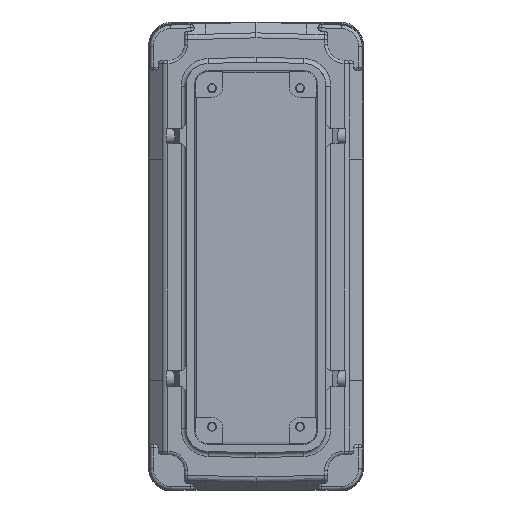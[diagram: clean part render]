
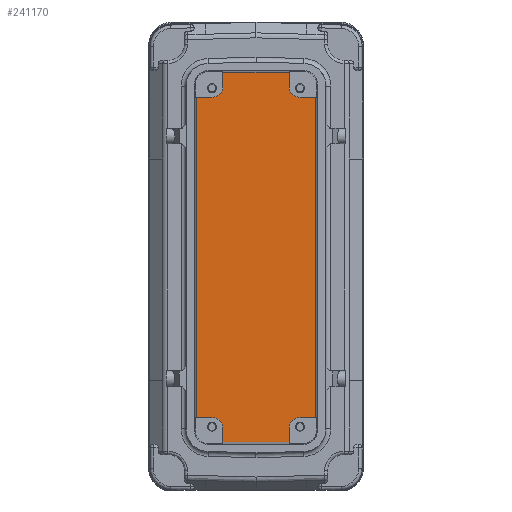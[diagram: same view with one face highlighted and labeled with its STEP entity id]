
A CAD part, front view. The second image highlights one B-rep face of the part: STEP entity #241170.
In plain terms, the highlighted planar face has unit normal (0, -1, 0).
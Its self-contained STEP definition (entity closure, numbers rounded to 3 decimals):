
#14710=CARTESIAN_POINT('',(33.424,46.537,
-56.204));
#14720=DIRECTION('',(0.,1.,0.));
#14730=DIRECTION('',(1.,0.,0.));
#14740=AXIS2_PLACEMENT_3D('',#14710,#14720,#14730);
#14750=CIRCLE('',#14740,3.);
#14760=CARTESIAN_POINT('',(33.424,46.537,
-53.204));
#14770=VERTEX_POINT('',#14760);
#14780=CARTESIAN_POINT('',(36.424,46.537,
-56.204));
#14790=VERTEX_POINT('',#14780);
#14800=EDGE_CURVE('',#14770,#14790,#14750,.T.);
#146310=CARTESIAN_POINT('',(28.297,46.537,0.));
#146320=DIRECTION('',(0.,0.,1.));
#146330=VECTOR('',#146320,1.);
#146340=LINE('',#146310,#146330);
#146350=CARTESIAN_POINT('',(28.297,46.537,
-53.204));
#146360=VERTEX_POINT('',#146350);
#146370=CARTESIAN_POINT('',(28.297,46.537,
45.286));
#146380=VERTEX_POINT('',#146370);
#146390=EDGE_CURVE('',#146360,#146380,#146340,.T.);
#162830=CARTESIAN_POINT('',(33.424,46.537,
45.286));
#162840=VERTEX_POINT('',#162830);
#162870=CARTESIAN_POINT('',(0.,46.537,45.286));
#162880=DIRECTION('',(1.,0.,0.));
#162890=VECTOR('',#162880,1.);
#162900=LINE('',#162870,#162890);
#162910=EDGE_CURVE('',#146380,#162840,#162900,.T.);
#181250=CARTESIAN_POINT('',(64.948,46.537,
-53.204));
#181260=VERTEX_POINT('',#181250);
#181410=CARTESIAN_POINT('',(59.824,46.537,
-53.204));
#181420=VERTEX_POINT('',#181410);
#181450=CARTESIAN_POINT('',(0.,46.537,-53.204));
#181460=DIRECTION('',(-1.,0.,0.));
#181470=VECTOR('',#181460,1.);
#181480=LINE('',#181450,#181470);
#181490=EDGE_CURVE('',#181260,#181420,#181480,.T.);
#185040=CARTESIAN_POINT('',(56.824,46.537,0.));
#185050=DIRECTION('',(0.,0.,-1.));
#185060=VECTOR('',#185050,1.);
#185070=LINE('',#185040,#185060);
#185080=CARTESIAN_POINT('',(56.824,46.537,
-56.204));
#185090=VERTEX_POINT('',#185080);
#185100=CARTESIAN_POINT('',(56.824,46.537,
-60.78));
#185110=VERTEX_POINT('',#185100);
#185120=EDGE_CURVE('',#185090,#185110,#185070,.T.);
#190220=CARTESIAN_POINT('',(59.824,46.537,
-56.204));
#190230=DIRECTION('',(0.,1.,0.));
#190240=DIRECTION('',(1.,0.,0.));
#190250=AXIS2_PLACEMENT_3D('',#190220,#190230,#190240);
#190260=CIRCLE('',#190250,3.);
#190270=EDGE_CURVE('',#185090,#181420,#190260,.T.);
#195510=CARTESIAN_POINT('',(0.,46.537,-60.78));
#195520=DIRECTION('',(-1.,0.,0.));
#195530=VECTOR('',#195520,1.);
#195540=LINE('',#195510,#195530);
#195550=CARTESIAN_POINT('',(36.424,46.537,
-60.78));
#195560=VERTEX_POINT('',#195550);
#195570=EDGE_CURVE('',#185110,#195560,#195540,.T.);
#197470=CARTESIAN_POINT('',(0.,46.537,45.286));
#197480=DIRECTION('',(1.,0.,0.));
#197490=VECTOR('',#197480,1.);
#197500=LINE('',#197470,#197490);
#197510=CARTESIAN_POINT('',(59.824,46.537,
45.286));
#197520=VERTEX_POINT('',#197510);
#197530=CARTESIAN_POINT('',(64.948,46.537,
45.286));
#197540=VERTEX_POINT('',#197530);
#197550=EDGE_CURVE('',#197520,#197540,#197500,.T.);
#205480=CARTESIAN_POINT('',(33.424,46.537,
48.286));
#205490=DIRECTION('',(0.,1.,0.));
#205500=DIRECTION('',(1.,0.,0.));
#205510=AXIS2_PLACEMENT_3D('',#205480,#205490,#205500);
#205520=CIRCLE('',#205510,3.);
#205530=CARTESIAN_POINT('',(36.424,46.537,
48.286));
#205540=VERTEX_POINT('',#205530);
#205550=EDGE_CURVE('',#205540,#162840,#205520,.T.);
#205810=CARTESIAN_POINT('',(64.948,46.537,0.));
#205820=DIRECTION('',(0.,0.,1.));
#205830=VECTOR('',#205820,1.);
#205840=LINE('',#205810,#205830);
#205850=EDGE_CURVE('',#181260,#197540,#205840,.T.);
#226020=CARTESIAN_POINT('',(0.,46.537,52.864));
#226030=DIRECTION('',(1.,0.,0.));
#226040=VECTOR('',#226030,1.);
#226050=LINE('',#226020,#226040);
#226060=CARTESIAN_POINT('',(36.424,46.537,
52.864));
#226070=VERTEX_POINT('',#226060);
#226080=CARTESIAN_POINT('',(56.824,46.537,
52.864));
#226090=VERTEX_POINT('',#226080);
#226100=EDGE_CURVE('',#226070,#226090,#226050,.T.);
#227720=CARTESIAN_POINT('',(56.824,46.537,
48.286));
#227730=VERTEX_POINT('',#227720);
#227760=CARTESIAN_POINT('',(56.824,46.537,0.));
#227770=DIRECTION('',(0.,0.,-1.));
#227780=VECTOR('',#227770,1.);
#227790=LINE('',#227760,#227780);
#227800=EDGE_CURVE('',#226090,#227730,#227790,.T.);
#228230=CARTESIAN_POINT('',(36.424,46.537,0.));
#228240=DIRECTION('',(0.,0.,1.));
#228250=VECTOR('',#228240,1.);
#228260=LINE('',#228230,#228250);
#228270=EDGE_CURVE('',#195560,#14790,#228260,.T.);
#230920=CARTESIAN_POINT('',(0.,46.537,-53.204));
#230930=DIRECTION('',(-1.,0.,0.));
#230940=VECTOR('',#230930,1.);
#230950=LINE('',#230920,#230940);
#230960=EDGE_CURVE('',#14770,#146360,#230950,.T.);
#232100=CARTESIAN_POINT('',(36.424,46.537,0.));
#232110=DIRECTION('',(0.,0.,1.));
#232120=VECTOR('',#232110,1.);
#232130=LINE('',#232100,#232120);
#232140=EDGE_CURVE('',#205540,#226070,#232130,.T.);
#240880=CARTESIAN_POINT('',(77.475,46.537,
-3.777));
#240890=DIRECTION('',(0.,-1.,0.));
#240900=DIRECTION('',(-1.,0.,0.));
#240910=AXIS2_PLACEMENT_3D('',#240880,#240890,#240900);
#240920=PLANE('',#240910);
#240930=ORIENTED_EDGE('',*,*,#228270,.F.);
#240940=ORIENTED_EDGE('',*,*,#14800,.T.);
#240950=ORIENTED_EDGE('',*,*,#230960,.F.);
#240960=ORIENTED_EDGE('',*,*,#146390,.F.);
#240970=ORIENTED_EDGE('',*,*,#162910,.F.);
#240980=ORIENTED_EDGE('',*,*,#205550,.T.);
#240990=ORIENTED_EDGE('',*,*,#232140,.F.);
#241000=ORIENTED_EDGE('',*,*,#226100,.F.);
#241010=ORIENTED_EDGE('',*,*,#227800,.F.);
#241020=CARTESIAN_POINT('',(59.824,46.537,
48.286));
#241030=DIRECTION('',(0.,1.,0.));
#241040=DIRECTION('',(1.,0.,0.));
#241050=AXIS2_PLACEMENT_3D('',#241020,#241030,#241040);
#241060=CIRCLE('',#241050,3.);
#241070=EDGE_CURVE('',#197520,#227730,#241060,.T.);
#241080=ORIENTED_EDGE('',*,*,#241070,.T.);
#241090=ORIENTED_EDGE('',*,*,#197550,.F.);
#241100=ORIENTED_EDGE('',*,*,#205850,.T.);
#241110=ORIENTED_EDGE('',*,*,#181490,.F.);
#241120=ORIENTED_EDGE('',*,*,#190270,.T.);
#241130=ORIENTED_EDGE('',*,*,#185120,.F.);
#241140=ORIENTED_EDGE('',*,*,#195570,.F.);
#241150=EDGE_LOOP('',(#241140,#241130,#241120,#241110,#241100,#241090,
#241080,#241010,#241000,#240990,#240980,#240970,#240960,#240950,#240940,
#240930));
#241160=FACE_OUTER_BOUND('',#241150,.T.);
#241170=ADVANCED_FACE('',(#241160),#240920,.T.);
